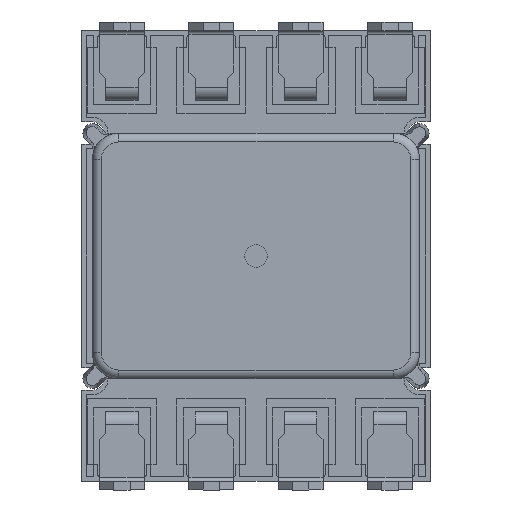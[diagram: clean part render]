
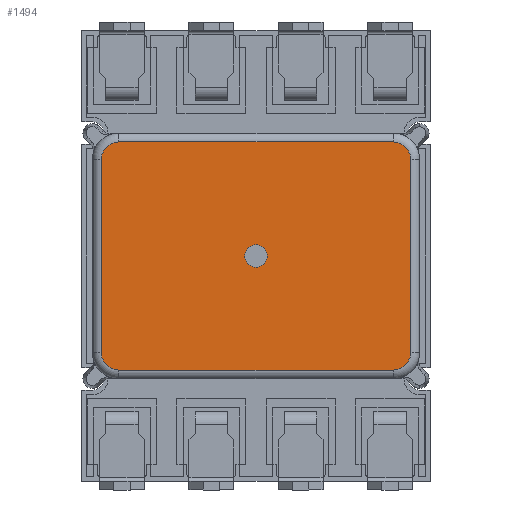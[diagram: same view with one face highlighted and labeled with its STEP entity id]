
A CAD part, front view. The second image highlights one B-rep face of the part: STEP entity #1494.
In plain terms, the highlighted face is planar.
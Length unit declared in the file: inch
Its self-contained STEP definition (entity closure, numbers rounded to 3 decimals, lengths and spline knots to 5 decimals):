
#8 = DIRECTION ( 'NONE',  ( 0., 1., 0. ) ) ;
#28 = CARTESIAN_POINT ( 'NONE',  ( 0., 0.1063, 0. ) ) ;
#39 = DIRECTION ( 'NONE',  ( 0., 0., 1. ) ) ;
#280 = CARTESIAN_POINT ( 'NONE',  ( 0.15354, 0.1063, 0.1276 ) ) ;
#313 = DIRECTION ( 'NONE',  ( 1., 0., 0. ) ) ;
#349 = CARTESIAN_POINT ( 'NONE',  ( -0.17307, 0.1063, 0.10807 ) ) ;
#351 = DIRECTION ( 'NONE',  ( 0., 0., 1. ) ) ;
#386 = CARTESIAN_POINT ( 'NONE',  ( 0.15354, 0.1063, -0.10807 ) ) ;
#388 = CARTESIAN_POINT ( 'NONE',  ( -0.15354, 0.1063, 0.10807 ) ) ;
#405 = DIRECTION ( 'NONE',  ( 0., 1., 0. ) ) ;
#408 = DIRECTION ( 'NONE',  ( 0., 0., 1. ) ) ;
#410 = DIRECTION ( 'NONE',  ( 0., 1., 0. ) ) ;
#418 = DIRECTION ( 'NONE',  ( 0., 0., 1. ) ) ;
#424 = DIRECTION ( 'NONE',  ( 0., 1., 0. ) ) ;
#431 = CARTESIAN_POINT ( 'NONE',  ( -0.15354, 0.1063, -0.10807 ) ) ;
#441 = DIRECTION ( 'NONE',  ( 0., 0., 1. ) ) ;
#489 = CARTESIAN_POINT ( 'NONE',  ( 0.15354, 0.1063, 0.10807 ) ) ;
#500 = DIRECTION ( 'NONE',  ( 0., 0., 1. ) ) ;
#502 = DIRECTION ( 'NONE',  ( 0., 1., 0. ) ) ;
#520 = CARTESIAN_POINT ( 'NONE',  ( 0., 0.1063, 0. ) ) ;
#528 = DIRECTION ( 'NONE',  ( -1., 0., 0. ) ) ;
#540 = CARTESIAN_POINT ( 'NONE',  ( -0.15354, 0.1063, -0.1276 ) ) ;
#552 = DIRECTION ( 'NONE',  ( 0., 0., 1. ) ) ;
#563 = DIRECTION ( 'NONE',  ( 0., 1., 0. ) ) ;
#1494 = ADVANCED_FACE ( 'NONE', ( #4931, #4878 ), #10762, .T. ) ;
#2794 = EDGE_LOOP ( 'NONE', ( #8031, #8035, #7702, #7695, #7722, #7729, #7723, #7731 ) ) ;
#2809 = EDGE_LOOP ( 'NONE', ( #7710, #7705 ) ) ;
#4878 = FACE_OUTER_BOUND ( 'NONE', #2794, .T. ) ;
#4931 = FACE_BOUND ( 'NONE', #2809, .T. ) ;
#5958 = DIRECTION ( 'NONE',  ( 0., 0., -1. ) ) ;
#5980 = CARTESIAN_POINT ( 'NONE',  ( 0.17307, 0.1063, -0.10807 ) ) ;
#6376 = CARTESIAN_POINT ( 'NONE',  ( -0.15354, 0.1063, 0.1276 ) ) ;
#6388 = CARTESIAN_POINT ( 'NONE',  ( 0.15354, 0.1063, -0.1276 ) ) ;
#6390 = CARTESIAN_POINT ( 'NONE',  ( -0.17307, 0.1063, 0.10807 ) ) ;
#6404 = CARTESIAN_POINT ( 'NONE',  ( 0.17307, 0.1063, -0.10807 ) ) ;
#6414 = CARTESIAN_POINT ( 'NONE',  ( -0.15354, 0.1063, -0.1276 ) ) ;
#6416 = CARTESIAN_POINT ( 'NONE',  ( 0.17307, 0.1063, 0.10807 ) ) ;
#6420 = CARTESIAN_POINT ( 'NONE',  ( -0.17307, 0.1063, -0.10807 ) ) ;
#6423 = CARTESIAN_POINT ( 'NONE',  ( 0.15354, 0.1063, 0.1276 ) ) ;
#6962 = CARTESIAN_POINT ( 'NONE',  ( 0., 0.1063, 0.0125 ) ) ;
#6971 = CARTESIAN_POINT ( 'NONE',  ( 0., 0.1063, -0.0125 ) ) ;
#7695 = ORIENTED_EDGE ( 'NONE', *, *, #14963, .T. ) ;
#7702 = ORIENTED_EDGE ( 'NONE', *, *, #14891, .T. ) ;
#7705 = ORIENTED_EDGE ( 'NONE', *, *, #14795, .F. ) ;
#7710 = ORIENTED_EDGE ( 'NONE', *, *, #14975, .F. ) ;
#7722 = ORIENTED_EDGE ( 'NONE', *, *, #14994, .T. ) ;
#7723 = ORIENTED_EDGE ( 'NONE', *, *, #14974, .T. ) ;
#7729 = ORIENTED_EDGE ( 'NONE', *, *, #14941, .T. ) ;
#7731 = ORIENTED_EDGE ( 'NONE', *, *, #14939, .T. ) ;
#8031 = ORIENTED_EDGE ( 'NONE', *, *, #14899, .T. ) ;
#8035 = ORIENTED_EDGE ( 'NONE', *, *, #14925, .T. ) ;
#9242 = AXIS2_PLACEMENT_3D ( 'NONE', #28, #8, #39 ) ;
#9271 = AXIS2_PLACEMENT_3D ( 'NONE', #388, #405, #408 ) ;
#9339 = AXIS2_PLACEMENT_3D ( 'NONE', #431, #424, #418 ) ;
#9342 = AXIS2_PLACEMENT_3D ( 'NONE', #520, #563, #552 ) ;
#9346 = AXIS2_PLACEMENT_3D ( 'NONE', #386, #410, #441 ) ;
#9367 = AXIS2_PLACEMENT_3D ( 'NONE', #489, #502, #500 ) ;
#10762 = PLANE ( 'NONE',  #15367 ) ;
#10765 = CARTESIAN_POINT ( 'NONE',  ( -0.15354, 0.1063, 0.10807 ) ) ;
#10783 = DIRECTION ( 'NONE',  ( 0., 1., 0. ) ) ;
#10784 = DIRECTION ( 'NONE',  ( 0., 0., 1. ) ) ;
#10996 = CIRCLE ( 'NONE', #9242, 0.0125 ) ;
#11274 = VECTOR ( 'NONE', #313, 39.37008 ) ;
#11289 = LINE ( 'NONE', #280, #11274 ) ;
#11302 = VECTOR ( 'NONE', #351, 39.37008 ) ;
#11328 = LINE ( 'NONE', #349, #11302 ) ;
#11332 = CIRCLE ( 'NONE', #9346, 0.01953 ) ;
#11344 = CIRCLE ( 'NONE', #9271, 0.01953 ) ;
#11363 = CIRCLE ( 'NONE', #9339, 0.01953 ) ;
#11468 = CIRCLE ( 'NONE', #9342, 0.0125 ) ;
#11471 = VECTOR ( 'NONE', #528, 39.37008 ) ;
#11475 = CIRCLE ( 'NONE', #9367, 0.01953 ) ;
#11506 = LINE ( 'NONE', #540, #11471 ) ;
#11508 = LINE ( 'NONE', #5980, #11533 ) ;
#11533 = VECTOR ( 'NONE', #5958, 39.37008 ) ;
#14795 = EDGE_CURVE ( 'NONE', #16188, #16169, #10996, .T. ) ;
#14891 = EDGE_CURVE ( 'NONE', #15623, #15642, #11289, .T. ) ;
#14899 = EDGE_CURVE ( 'NONE', #15638, #15635, #11328, .T. ) ;
#14925 = EDGE_CURVE ( 'NONE', #15635, #15623, #11344, .T. ) ;
#14939 = EDGE_CURVE ( 'NONE', #15629, #15638, #11363, .T. ) ;
#14941 = EDGE_CURVE ( 'NONE', #15619, #15617, #11332, .T. ) ;
#14963 = EDGE_CURVE ( 'NONE', #15642, #15639, #11475, .T. ) ;
#14974 = EDGE_CURVE ( 'NONE', #15617, #15629, #11506, .T. ) ;
#14975 = EDGE_CURVE ( 'NONE', #16169, #16188, #11468, .T. ) ;
#14994 = EDGE_CURVE ( 'NONE', #15639, #15619, #11508, .T. ) ;
#15367 = AXIS2_PLACEMENT_3D ( 'NONE', #10765, #10783, #10784 ) ;
#15617 = VERTEX_POINT ( 'NONE', #6388 ) ;
#15619 = VERTEX_POINT ( 'NONE', #6404 ) ;
#15623 = VERTEX_POINT ( 'NONE', #6376 ) ;
#15629 = VERTEX_POINT ( 'NONE', #6414 ) ;
#15635 = VERTEX_POINT ( 'NONE', #6390 ) ;
#15638 = VERTEX_POINT ( 'NONE', #6420 ) ;
#15639 = VERTEX_POINT ( 'NONE', #6416 ) ;
#15642 = VERTEX_POINT ( 'NONE', #6423 ) ;
#16169 = VERTEX_POINT ( 'NONE', #6962 ) ;
#16188 = VERTEX_POINT ( 'NONE', #6971 ) ;
